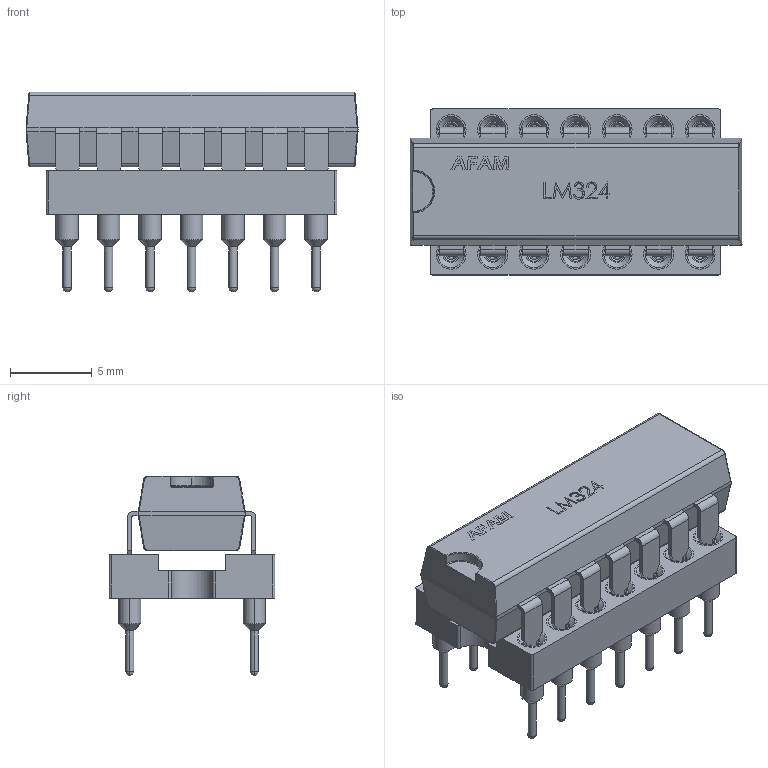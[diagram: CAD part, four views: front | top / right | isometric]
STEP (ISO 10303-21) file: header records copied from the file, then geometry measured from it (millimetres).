
FILE_DESCRIPTION (( 'STEP AP214' ), '1' );
FILE_NAME ('LM324 with socket.STEP', '2016-04-27T01:02:15', ( '' ), ( '' ), 'SwSTEP 2.0', 'SolidWorks 2016', '' );
FILE_SCHEMA (( 'AUTOMOTIVE_DESIGN' ));
Length unit declared in the file: millimetre
Products named in the file (20): Socket Pin; LM324N; Socket 14 Pin without pin; LM324 with socket
Assembly tree (16 placements, depth 2):
  Socket Pin
  Socket Pin
  Socket Pin
  Socket Pin
  LM324N
Bounding box: 20.32 x 10.16 x 12.22 mm (x, y, z)
Volume: 916.5 mm3; surface area: 1993.1 mm2
Topology: 16 solids, 16 shells, 846 faces, 2135 edges, 1360 vertices
Faces by surface type: plane 321, cylinder 311, cone 168, torus 32, bspline 12, sphere 2
Entity records: 21283 total; most frequent: CARTESIAN_POINT 3880, ORIENTED_EDGE 2810, DIRECTION 2635, EDGE_CURVE 1405, VERTEX_POINT 957, VECTOR 911, LINE 911, AXIS2_PLACEMENT_3D 862
